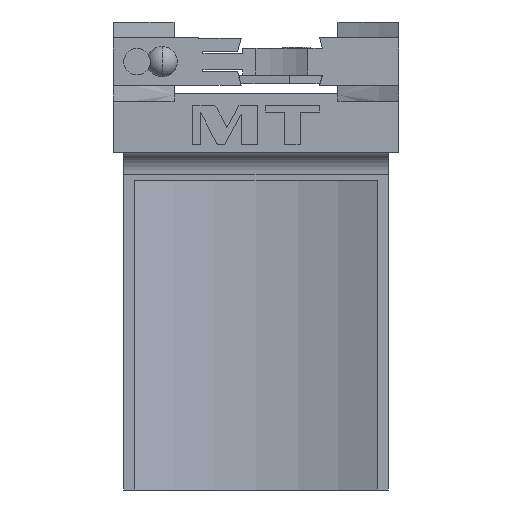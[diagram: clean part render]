
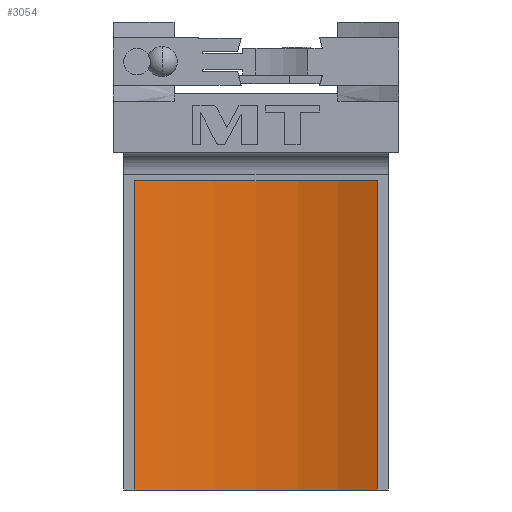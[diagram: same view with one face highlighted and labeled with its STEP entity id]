
A CAD part, left-side view. The second image highlights one B-rep face of the part: STEP entity #3054.
In plain terms, the highlighted cylindrical face has radius 105.5 mm (diameter 211 mm), a partial arc.
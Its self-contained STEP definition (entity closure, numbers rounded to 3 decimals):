
#244=CARTESIAN_POINT('',(-120.,0.,-50.));
#245=DIRECTION('',(0.,0.,1.));
#246=DIRECTION('',(0.9,-0.435,0.));
#247=AXIS2_PLACEMENT_3D('',#244,#245,#246);
#331=DIRECTION('',(0.,0.,-1.));
#332=VECTOR('',#331,117.);
#333=CARTESIAN_POINT('',(-25.,45.883,67.));
#334=LINE('',#333,#332);
#347=DIRECTION('',(0.,0.,1.));
#348=VECTOR('',#347,117.);
#349=CARTESIAN_POINT('',(-25.,-45.883,-50.));
#350=LINE('',#349,#348);
#351=CARTESIAN_POINT('',(-120.,0.,67.));
#352=DIRECTION('',(0.,0.,1.));
#353=DIRECTION('',(0.9,-0.435,0.));
#354=AXIS2_PLACEMENT_3D('',#351,#352,#353);
#2258=CARTESIAN_POINT('',(-25.,-45.883,-50.));
#2259=CARTESIAN_POINT('',(-25.,45.883,-50.));
#2260=VERTEX_POINT('',#2258);
#2261=VERTEX_POINT('',#2259);
#2262=CARTESIAN_POINT('',(-25.,-45.883,67.));
#2263=CARTESIAN_POINT('',(-25.,45.883,67.));
#2264=VERTEX_POINT('',#2262);
#2265=VERTEX_POINT('',#2263);
#3043=CARTESIAN_POINT('',(-120.,0.,-50.));
#3044=DIRECTION('',(0.,0.,1.));
#3045=DIRECTION('',(0.,1.,0.));
#3046=AXIS2_PLACEMENT_3D('',#3043,#3044,#3045);
#3047=CYLINDRICAL_SURFACE('',#3046,105.5);
#3048=ORIENTED_EDGE('',*,*,#2898,.T.);
#3049=ORIENTED_EDGE('',*,*,#3018,.F.);
#3050=ORIENTED_EDGE('',*,*,#3038,.F.);
#3051=ORIENTED_EDGE('',*,*,#3027,.F.);
#3052=EDGE_LOOP('',(#3048,#3049,#3050,#3051));
#3053=FACE_OUTER_BOUND('',#3052,.F.);
#3054=ADVANCED_FACE('',(#3053),#3047,.F.);
#248=CIRCLE('',#247,105.5);
#355=CIRCLE('',#354,105.5);
#2898=EDGE_CURVE('',#2260,#2261,#248,.T.);
#3018=EDGE_CURVE('',#2265,#2261,#334,.T.);
#3027=EDGE_CURVE('',#2260,#2264,#350,.T.);
#3038=EDGE_CURVE('',#2264,#2265,#355,.T.);
